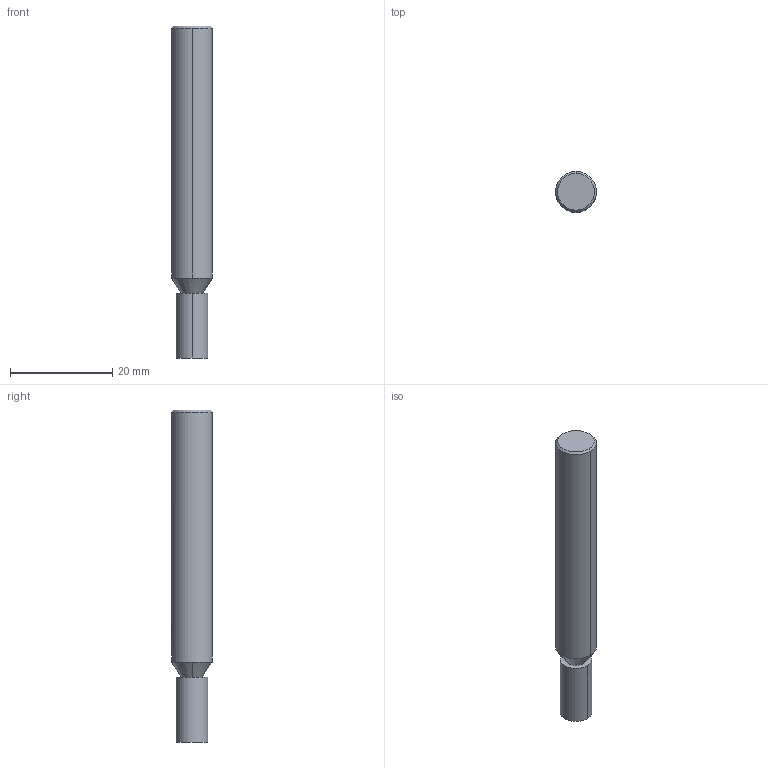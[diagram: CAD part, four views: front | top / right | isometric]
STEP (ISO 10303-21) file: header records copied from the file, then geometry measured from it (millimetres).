
FILE_DESCRIPTION(('no description'),'unknown implementation level');
FILE_NAME('3900356.stp',' ',('CIM GmbH Aachen'),('CADClick - KiM GmbH - www.kimweb.de'),'unknown preprocess','ACIS','unknown authorization');
FILE_SCHEMA(('automotive_design'));
Length unit declared in the file: millimetre
Products named in the file (2): 1; 2
Bounding box: 8 x 8 x 65 mm (x, y, z)
Volume: 2947.6 mm3; surface area: 1968 mm2
Topology: 2 solids, 2 shells, 30 faces, 73 edges, 48 vertices
Faces by surface type: cylinder 16, plane 10, cone 4
Entity records: 1994 total; most frequent: CARTESIAN_POINT 383, DIRECTION 155, STYLED_ITEM 153, PRESENTATION_STYLE_ASSIGNMENT 153, COLOUR_RGB 153, ORIENTED_EDGE 146, EDGE_CURVE 73, CURVE_STYLE 73
